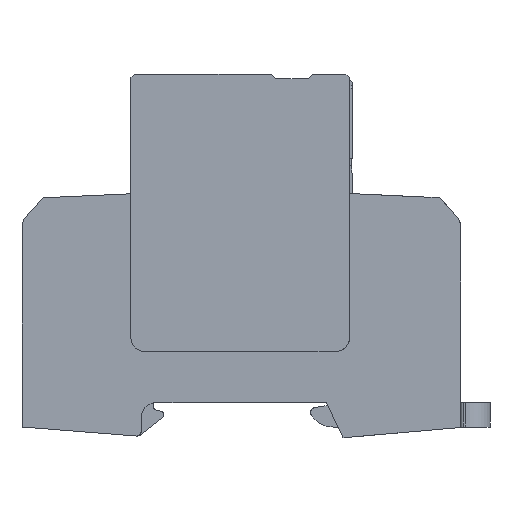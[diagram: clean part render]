
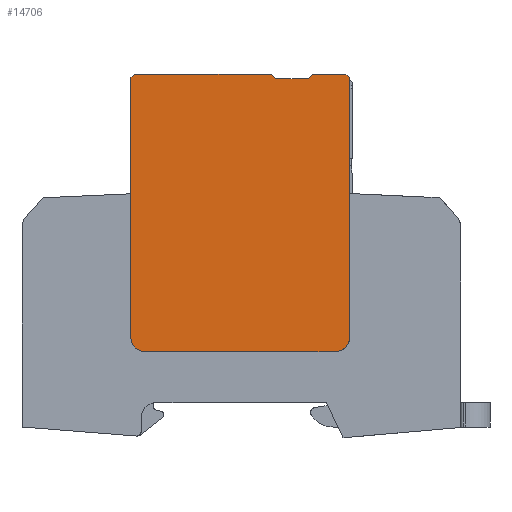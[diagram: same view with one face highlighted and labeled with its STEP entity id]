
A CAD part, left-side view. The second image highlights one B-rep face of the part: STEP entity #14706.
In plain terms, the highlighted planar face has unit normal (-1, 0, 0).
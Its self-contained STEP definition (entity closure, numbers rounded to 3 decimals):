
#14609=AXIS2_PLACEMENT_3D('Plane Axis2P3D',#14606,#14607,#14608) ;
#14424=CARTESIAN_POINT('Vertex',(0.,44.06,73.853)) ;
#14438=CARTESIAN_POINT('Vertex',(0.,44.96,74.753)) ;
#14441=CARTESIAN_POINT('Line Origine',(0.,44.51,74.303)) ;
#14579=CARTESIAN_POINT('Line Origine',(0.,73.485,74.378)) ;
#14583=CARTESIAN_POINT('Vertex',(0.,73.86,74.003)) ;
#14585=CARTESIAN_POINT('Vertex',(0.,73.11,74.753)) ;
#14606=CARTESIAN_POINT('Axis2P3D Location',(0.,72.86,17.703)) ;
#14612=CARTESIAN_POINT('Control Point',(0.,73.86,74.003)) ;
#14613=CARTESIAN_POINT('Control Point',(0.,73.86,63.343)) ;
#14614=CARTESIAN_POINT('Control Point',(0.,73.86,52.683)) ;
#14615=CARTESIAN_POINT('Control Point',(0.,73.86,42.023)) ;
#14616=CARTESIAN_POINT('Control Point',(0.,73.86,31.363)) ;
#14617=CARTESIAN_POINT('Control Point',(0.,73.86,20.703)) ;
#14618=CARTESIAN_POINT('Vertex',(0.,73.86,20.703)) ;
#14622=CARTESIAN_POINT('Control Point',(0.,73.86,20.703)) ;
#14623=CARTESIAN_POINT('Control Point',(0.,73.86,19.76)) ;
#14624=CARTESIAN_POINT('Control Point',(0.,73.491,18.817)) ;
#14625=CARTESIAN_POINT('Control Point',(0.,72.746,18.072)) ;
#14626=CARTESIAN_POINT('Control Point',(0.,71.803,17.703)) ;
#14627=CARTESIAN_POINT('Control Point',(0.,70.86,17.703)) ;
#14628=CARTESIAN_POINT('Vertex',(0.,70.86,17.703)) ;
#14632=CARTESIAN_POINT('Control Point',(0.,70.86,17.703)) ;
#14633=CARTESIAN_POINT('Control Point',(0.,63.06,17.703)) ;
#14634=CARTESIAN_POINT('Control Point',(0.,55.26,17.703)) ;
#14635=CARTESIAN_POINT('Control Point',(0.,47.46,17.703)) ;
#14636=CARTESIAN_POINT('Control Point',(0.,39.66,17.703)) ;
#14637=CARTESIAN_POINT('Control Point',(0.,31.86,17.703)) ;
#14638=CARTESIAN_POINT('Vertex',(0.,31.86,17.703)) ;
#14642=CARTESIAN_POINT('Control Point',(0.,31.86,17.703)) ;
#14643=CARTESIAN_POINT('Control Point',(0.,30.918,17.703)) ;
#14644=CARTESIAN_POINT('Control Point',(0.,29.975,18.072)) ;
#14645=CARTESIAN_POINT('Control Point',(0.,29.229,18.817)) ;
#14646=CARTESIAN_POINT('Control Point',(0.,28.86,19.76)) ;
#14647=CARTESIAN_POINT('Control Point',(0.,28.86,20.703)) ;
#14648=CARTESIAN_POINT('Vertex',(0.,28.86,20.703)) ;
#14652=CARTESIAN_POINT('Control Point',(0.,28.86,20.703)) ;
#14653=CARTESIAN_POINT('Control Point',(0.,28.86,31.363)) ;
#14654=CARTESIAN_POINT('Control Point',(0.,28.86,42.023)) ;
#14655=CARTESIAN_POINT('Control Point',(0.,28.86,52.683)) ;
#14656=CARTESIAN_POINT('Control Point',(0.,28.86,63.343)) ;
#14657=CARTESIAN_POINT('Control Point',(0.,28.86,74.003)) ;
#14658=CARTESIAN_POINT('Vertex',(0.,28.86,74.003)) ;
#14661=CARTESIAN_POINT('Line Origine',(0.,29.235,74.378)) ;
#14665=CARTESIAN_POINT('Vertex',(0.,29.61,74.753)) ;
#14668=CARTESIAN_POINT('Line Origine',(0.,33.035,74.753)) ;
#14672=CARTESIAN_POINT('Vertex',(0.,36.46,74.753)) ;
#14675=CARTESIAN_POINT('Line Origine',(0.,36.91,74.303)) ;
#14679=CARTESIAN_POINT('Vertex',(0.,37.36,73.853)) ;
#14682=CARTESIAN_POINT('Line Origine',(0.,40.71,73.853)) ;
#14687=CARTESIAN_POINT('Line Origine',(0.,59.035,74.753)) ;
#14442=DIRECTION('Vector Direction',(0.,0.707,0.707)) ;
#14580=DIRECTION('Vector Direction',(0.,-0.707,0.707)) ;
#14607=DIRECTION('Axis2P3D Direction',(-1.,0.,0.)) ;
#14608=DIRECTION('Axis2P3D XDirection',(0.,1.,0.)) ;
#14662=DIRECTION('Vector Direction',(0.,-0.707,-0.707)) ;
#14669=DIRECTION('Vector Direction',(0.,1.,0.)) ;
#14676=DIRECTION('Vector Direction',(0.,0.707,-0.707)) ;
#14683=DIRECTION('Vector Direction',(0.,1.,0.)) ;
#14688=DIRECTION('Vector Direction',(0.,1.,0.)) ;
#14443=VECTOR('Line Direction',#14442,1.) ;
#14581=VECTOR('Line Direction',#14580,1.) ;
#14663=VECTOR('Line Direction',#14662,1.) ;
#14670=VECTOR('Line Direction',#14669,1.) ;
#14677=VECTOR('Line Direction',#14676,1.) ;
#14684=VECTOR('Line Direction',#14683,1.) ;
#14689=VECTOR('Line Direction',#14688,1.) ;
#14693=ORIENTED_EDGE('',*,*,#14620,.T.) ;
#14694=ORIENTED_EDGE('',*,*,#14630,.T.) ;
#14695=ORIENTED_EDGE('',*,*,#14640,.T.) ;
#14696=ORIENTED_EDGE('',*,*,#14650,.T.) ;
#14697=ORIENTED_EDGE('',*,*,#14660,.T.) ;
#14698=ORIENTED_EDGE('',*,*,#14667,.F.) ;
#14699=ORIENTED_EDGE('',*,*,#14674,.T.) ;
#14700=ORIENTED_EDGE('',*,*,#14681,.T.) ;
#14701=ORIENTED_EDGE('',*,*,#14686,.T.) ;
#14702=ORIENTED_EDGE('',*,*,#14445,.T.) ;
#14703=ORIENTED_EDGE('',*,*,#14691,.T.) ;
#14704=ORIENTED_EDGE('',*,*,#14587,.F.) ;
#14706=ADVANCED_FACE('ABLEITER_1',(#14705),#14610,.T.) ;
#14611=B_SPLINE_CURVE_WITH_KNOTS('',5,(#14612,#14613,#14614,#14615,#14616,#14617),.UNSPECIFIED.,.F.,.U.,(6,6),(0.65,53.95),.UNSPECIFIED.) ;
#14621=B_SPLINE_CURVE_WITH_KNOTS('',5,(#14622,#14623,#14624,#14625,#14626,#14627),.UNSPECIFIED.,.F.,.U.,(6,6),(0.,4.965),.UNSPECIFIED.) ;
#14631=B_SPLINE_CURVE_WITH_KNOTS('',5,(#14632,#14633,#14634,#14635,#14636,#14637),.UNSPECIFIED.,.F.,.U.,(6,6),(0.,39.),.UNSPECIFIED.) ;
#14641=B_SPLINE_CURVE_WITH_KNOTS('',5,(#14642,#14643,#14644,#14645,#14646,#14647),.UNSPECIFIED.,.F.,.U.,(6,6),(0.,4.965),.UNSPECIFIED.) ;
#14651=B_SPLINE_CURVE_WITH_KNOTS('',5,(#14652,#14653,#14654,#14655,#14656,#14657),.UNSPECIFIED.,.F.,.U.,(6,6),(0.,53.3),.UNSPECIFIED.) ;
#14445=EDGE_CURVE('',#14425,#14439,#14444,.T.) ;
#14587=EDGE_CURVE('',#14584,#14586,#14582,.T.) ;
#14620=EDGE_CURVE('',#14584,#14619,#14611,.T.) ;
#14630=EDGE_CURVE('',#14619,#14629,#14621,.T.) ;
#14640=EDGE_CURVE('',#14629,#14639,#14631,.T.) ;
#14650=EDGE_CURVE('',#14639,#14649,#14641,.T.) ;
#14660=EDGE_CURVE('',#14649,#14659,#14651,.T.) ;
#14667=EDGE_CURVE('',#14666,#14659,#14664,.T.) ;
#14674=EDGE_CURVE('',#14666,#14673,#14671,.T.) ;
#14681=EDGE_CURVE('',#14673,#14680,#14678,.T.) ;
#14686=EDGE_CURVE('',#14680,#14425,#14685,.T.) ;
#14691=EDGE_CURVE('',#14439,#14586,#14690,.T.) ;
#14692=EDGE_LOOP('',(#14693,#14694,#14695,#14696,#14697,#14698,#14699,#14700,#14701,#14702,#14703,#14704)) ;
#14705=FACE_OUTER_BOUND('',#14692,.T.) ;
#14444=LINE('Line',#14441,#14443) ;
#14582=LINE('Line',#14579,#14581) ;
#14664=LINE('Line',#14661,#14663) ;
#14671=LINE('Line',#14668,#14670) ;
#14678=LINE('Line',#14675,#14677) ;
#14685=LINE('Line',#14682,#14684) ;
#14690=LINE('Line',#14687,#14689) ;
#14610=PLANE('',#14609) ;
#14425=VERTEX_POINT('',#14424) ;
#14439=VERTEX_POINT('',#14438) ;
#14584=VERTEX_POINT('',#14583) ;
#14586=VERTEX_POINT('',#14585) ;
#14619=VERTEX_POINT('',#14618) ;
#14629=VERTEX_POINT('',#14628) ;
#14639=VERTEX_POINT('',#14638) ;
#14649=VERTEX_POINT('',#14648) ;
#14659=VERTEX_POINT('',#14658) ;
#14666=VERTEX_POINT('',#14665) ;
#14673=VERTEX_POINT('',#14672) ;
#14680=VERTEX_POINT('',#14679) ;
